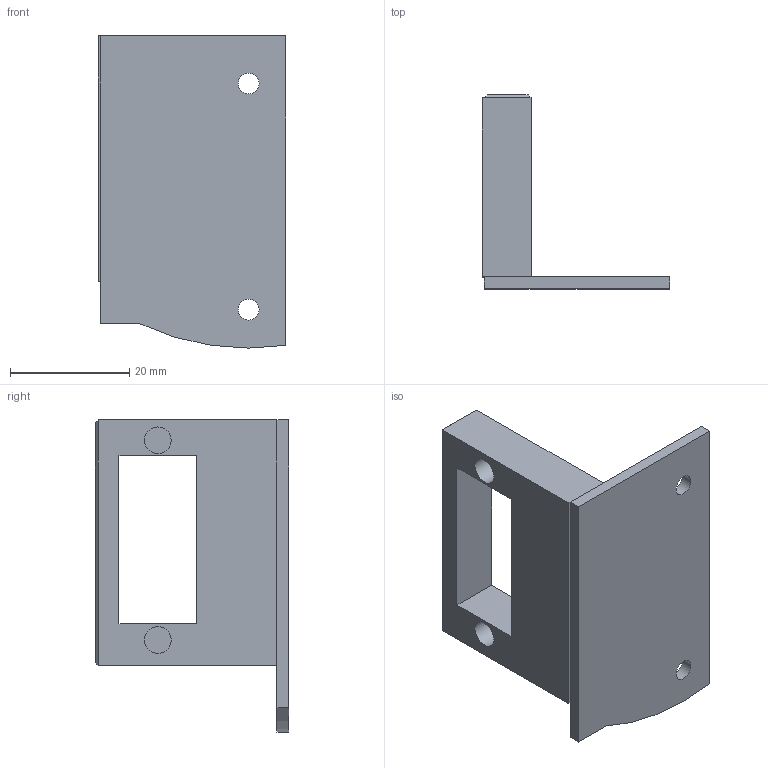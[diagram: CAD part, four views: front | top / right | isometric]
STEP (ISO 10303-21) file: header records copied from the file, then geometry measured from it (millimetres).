
FILE_DESCRIPTION(/* description */ (''),/* implementation_level */ '2;1');
FILE_NAME(/* name */ 'servo_bracket_neuhold.step',/* time_stamp */ '2022-02-01T15:32:38+01:00',/* author */ (''),/* organization */ (''),/* preprocessor_version */ 'ST-DEVELOPER v18.1',/* originating_system */ 'Autodesk Translation Framework v10.13.0.1454',/* authorisation */ '');
FILE_SCHEMA (('AUTOMOTIVE_DESIGN { 1 0 10303 214 3 1 1 }'));
Length unit declared in the file: millimetre
Products named in the file (1): servo_arm
Bounding box: 31.5 x 32.5 x 52.4 mm (x, y, z)
Volume: 10161.6 mm3; surface area: 6669.5 mm2
Topology: 1 solids, 1 shells, 28 faces, 66 edges, 42 vertices
Faces by surface type: plane 23, cylinder 5
Full cylindrical faces by diameter (mm): 3.5 x2, 4.5 x2
Entity records: 844 total; most frequent: CARTESIAN_POINT 137, DIRECTION 134, ORIENTED_EDGE 132, EDGE_CURVE 66, LINE 56, VECTOR 56, VERTEX_POINT 42, AXIS2_PLACEMENT_3D 39
